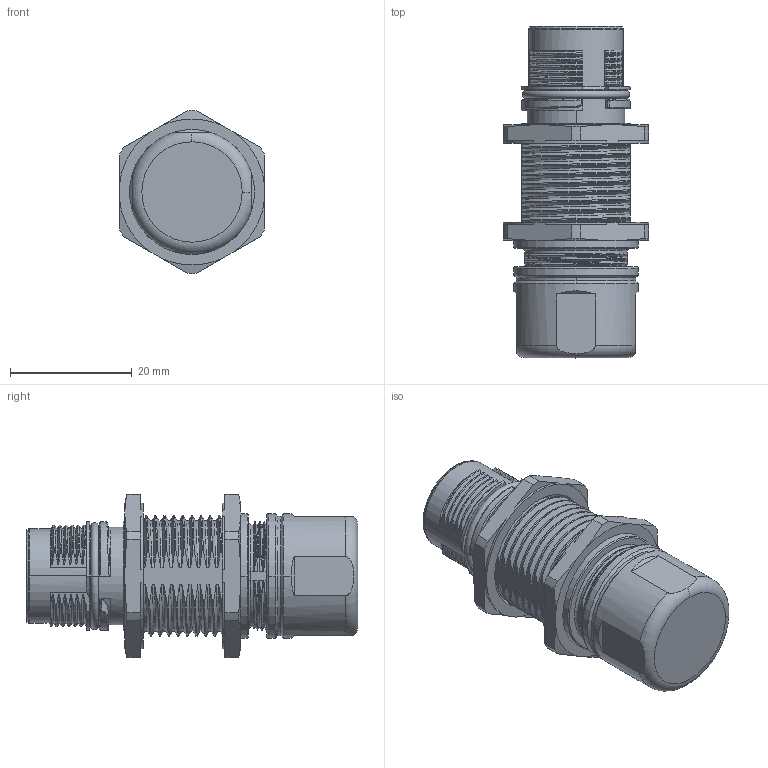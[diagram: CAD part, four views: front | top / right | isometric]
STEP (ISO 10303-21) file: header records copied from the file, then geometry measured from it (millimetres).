
FILE_DESCRIPTION((''),'2;1');
FILE_NAME('M17-XXX-CCT_RA-DXX-SH_SW0001','2023-12-15T',('zh.su'),(''),'PRO/ENGINEER BY PARAMETRIC TECHNOLOGY CORPORATION, 2012480','PRO/ENGINEER BY PARAMETRIC TECHNOLOGY CORPORATION, 2012480','');
FILE_SCHEMA(('CONFIG_CONTROL_DESIGN'));
Length unit declared in the file: millimetre
Products named in the file (1): M17-XXX-CCT_RA-DXX-SH_SW0001
Bounding box: 23.9 x 54.55 x 26.8 mm (x, y, z)
Volume: 14811.6 mm3; surface area: 7811.3 mm2
Topology: 1 solids, 3 shells, 674 faces, 1858 edges, 1197 vertices
Faces by surface type: cylinder 213, bspline 193, plane 168, cone 43, torus 38, sphere 19
Entity records: 33445 total; most frequent: CARTESIAN_POINT 17790, ORIENTED_EDGE 3702, DIRECTION 2596, EDGE_CURVE 1851, VERTEX_POINT 1197, AXIS2_PLACEMENT_3D 931, VECTOR 734, LINE 734
